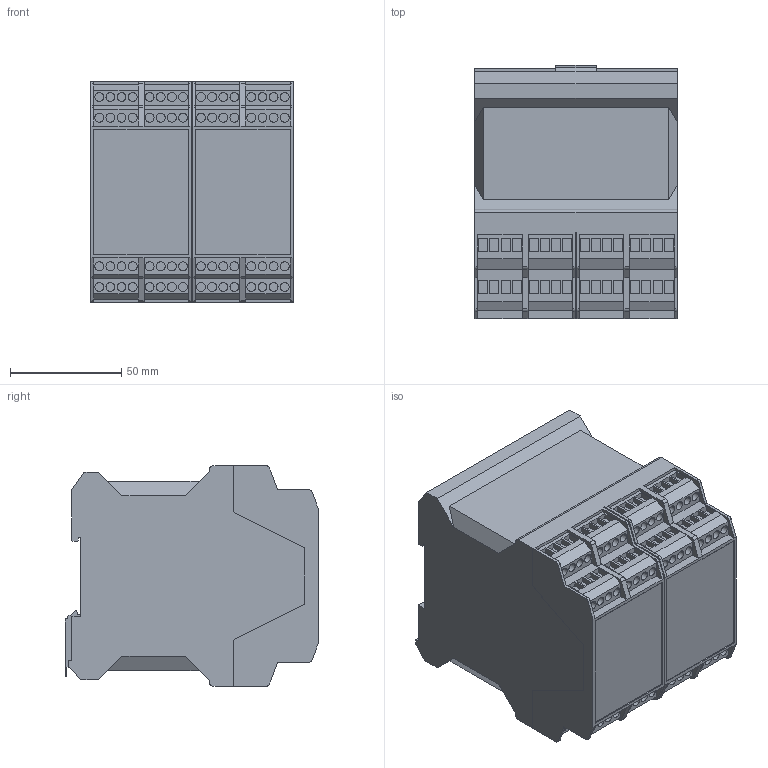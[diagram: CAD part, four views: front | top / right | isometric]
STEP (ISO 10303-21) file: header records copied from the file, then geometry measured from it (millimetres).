
FILE_DESCRIPTION(('starvars output'),'2;1');
FILE_NAME('XPSAR371144P_3D.stp','10:43:42 2020/04/01',( 'Thomas Industrial Network Germany GmbH'),( 'Thomas Industrial Network Germany GmbH'),'unknown preprocess','ACIS' ,'unknown authorization');
FILE_SCHEMA(('CONFIG_CONTROL_DESIGN {UNKNOWN IMPLEMENTATION LEVEL}'));
Length unit declared in the file: millimetre
Products named in the file (1): PRODUCT_ID_6
Bounding box: 90.9 x 114.05 x 99 mm (x, y, z)
Volume: 853627.4 mm3; surface area: 68852.5 mm2
Topology: 1 solids, 1 shells, 733 faces, 1787 edges, 1186 vertices
Faces by surface type: plane 578, cylinder 155
Entity records: 19840 total; most frequent: ORIENTED_EDGE 3574, CARTESIAN_POINT 3378, DIRECTION 2979, EDGE_CURVE 1787, VECTOR 1405, LINE 1405, VERTEX_POINT 1186, EDGE_LOOP 863
